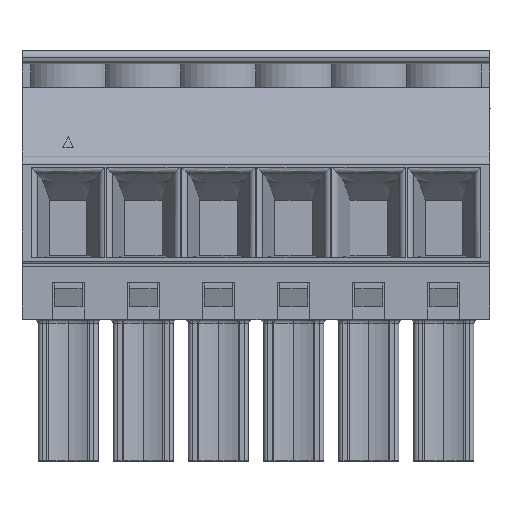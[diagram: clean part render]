
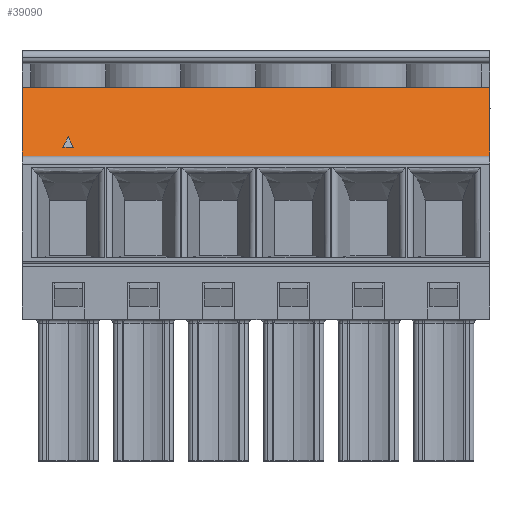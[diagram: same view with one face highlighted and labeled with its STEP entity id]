
A CAD part, top view. The second image highlights one B-rep face of the part: STEP entity #39090.
In plain terms, the highlighted planar face has unit normal (0, 0.346, 0.938).
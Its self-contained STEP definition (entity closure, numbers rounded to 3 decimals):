
#830 = DIRECTION ( 'NONE',  ( 0., 0.938, -0.346 ) ) ;
#2478 = ORIENTED_EDGE ( 'NONE', *, *, #15821, .F. ) ;
#3346 = VERTEX_POINT ( 'NONE', #36804 ) ;
#3562 = EDGE_CURVE ( 'NONE', #3346, #28849, #43843, .T. ) ;
#4330 = CARTESIAN_POINT ( 'NONE',  ( 21.8, 14.2, 9. ) ) ;
#6053 = AXIS2_PLACEMENT_3D ( 'NONE', #18534, #25087, #38445 ) ;
#6521 = ORIENTED_EDGE ( 'NONE', *, *, #18827, .T. ) ;
#6617 = LINE ( 'NONE', #41444, #40568 ) ;
#7316 = DIRECTION ( 'NONE',  ( -1., 0., 0. ) ) ;
#7666 = CARTESIAN_POINT ( 'NONE',  ( 0., 17.4, 7.82 ) ) ;
#8673 = EDGE_CURVE ( 'NONE', #12079, #9310, #21468, .T. ) ;
#9310 = VERTEX_POINT ( 'NONE', #7666 ) ;
#9656 = VECTOR ( 'NONE', #29906, 1000. ) ;
#11010 = LINE ( 'NONE', #4330, #29060 ) ;
#12079 = VERTEX_POINT ( 'NONE', #35617 ) ;
#12990 = ORIENTED_EDGE ( 'NONE', *, *, #8673, .T. ) ;
#14088 = ORIENTED_EDGE ( 'NONE', *, *, #40055, .F. ) ;
#15821 = EDGE_CURVE ( 'NONE', #18347, #9310, #6617, .T. ) ;
#17143 = CARTESIAN_POINT ( 'NONE',  ( 21.8, 14.2, 9. ) ) ;
#17426 = LINE ( 'NONE', #21063, #24589 ) ;
#17773 = DIRECTION ( 'NONE',  ( -1., 0., 0. ) ) ;
#18347 = VERTEX_POINT ( 'NONE', #35956 ) ;
#18534 = CARTESIAN_POINT ( 'NONE',  ( 21.8, 14.2, 9. ) ) ;
#18827 = EDGE_CURVE ( 'NONE', #35964, #12079, #30225, .T. ) ;
#20063 = LINE ( 'NONE', #33628, #9656 ) ;
#20329 = DIRECTION ( 'NONE',  ( 0., 0.938, -0.346 ) ) ;
#21063 = CARTESIAN_POINT ( 'NONE',  ( 6.063, 7.273, 11.554 ) ) ;
#21468 = LINE ( 'NONE', #30857, #40782 ) ;
#21498 = EDGE_CURVE ( 'NONE', #35964, #18347, #11010, .T. ) ;
#22936 = ORIENTED_EDGE ( 'NONE', *, *, #3562, .F. ) ;
#23386 = CARTESIAN_POINT ( 'NONE',  ( 5.326, 21.451, 6.326 ) ) ;
#24368 = EDGE_LOOP ( 'NONE', ( #24634, #14088, #22936 ) ) ;
#24589 = VECTOR ( 'NONE', #34839, 1000. ) ;
#24634 = ORIENTED_EDGE ( 'NONE', *, *, #37790, .F. ) ;
#24877 = FACE_BOUND ( 'NONE', #24368, .T. ) ;
#25061 = VECTOR ( 'NONE', #27162, 1000. ) ;
#25087 = DIRECTION ( 'NONE',  ( 0., 0.346, 0.938 ) ) ;
#26529 = CARTESIAN_POINT ( 'NONE',  ( 2.4, 14.6, 8.852 ) ) ;
#27162 = DIRECTION ( 'NONE',  ( -0.425, -0.849, 0.313 ) ) ;
#28725 = ORIENTED_EDGE ( 'NONE', *, *, #21498, .F. ) ;
#28849 = VERTEX_POINT ( 'NONE', #39361 ) ;
#29060 = VECTOR ( 'NONE', #17773, 1000. ) ;
#29906 = DIRECTION ( 'NONE',  ( 1., 0., 0. ) ) ;
#30225 = LINE ( 'NONE', #34833, #41897 ) ;
#30857 = CARTESIAN_POINT ( 'NONE',  ( 21.8, 17.4, 7.82 ) ) ;
#31755 = PLANE ( 'NONE',  #6053 ) ;
#33628 = CARTESIAN_POINT ( 'NONE',  ( 21.8, 14.6, 8.852 ) ) ;
#34833 = CARTESIAN_POINT ( 'NONE',  ( 21.8, 14.2, 9. ) ) ;
#34839 = DIRECTION ( 'NONE',  ( -0.425, 0.849, -0.313 ) ) ;
#35617 = CARTESIAN_POINT ( 'NONE',  ( 21.8, 17.4, 7.82 ) ) ;
#35956 = CARTESIAN_POINT ( 'NONE',  ( 0., 14.2, 9. ) ) ;
#35964 = VERTEX_POINT ( 'NONE', #17143 ) ;
#36804 = CARTESIAN_POINT ( 'NONE',  ( 2.15, 15.1, 8.668 ) ) ;
#37636 = EDGE_LOOP ( 'NONE', ( #2478, #28725, #6521, #12990 ) ) ;
#37790 = EDGE_CURVE ( 'NONE', #39505, #3346, #17426, .T. ) ;
#38445 = DIRECTION ( 'NONE',  ( 0., -0.938, 0.346 ) ) ;
#39090 = ADVANCED_FACE ( 'NONE', ( #24877, #39101 ), #31755, .T. ) ;
#39101 = FACE_OUTER_BOUND ( 'NONE', #37636, .T. ) ;
#39361 = CARTESIAN_POINT ( 'NONE',  ( 1.9, 14.6, 8.852 ) ) ;
#39505 = VERTEX_POINT ( 'NONE', #26529 ) ;
#40055 = EDGE_CURVE ( 'NONE', #28849, #39505, #20063, .T. ) ;
#40568 = VECTOR ( 'NONE', #20329, 1000. ) ;
#40782 = VECTOR ( 'NONE', #7316, 1000. ) ;
#41444 = CARTESIAN_POINT ( 'NONE',  ( 0., 14.2, 9. ) ) ;
#41897 = VECTOR ( 'NONE', #830, 1000. ) ;
#43843 = LINE ( 'NONE', #23386, #25061 ) ;
